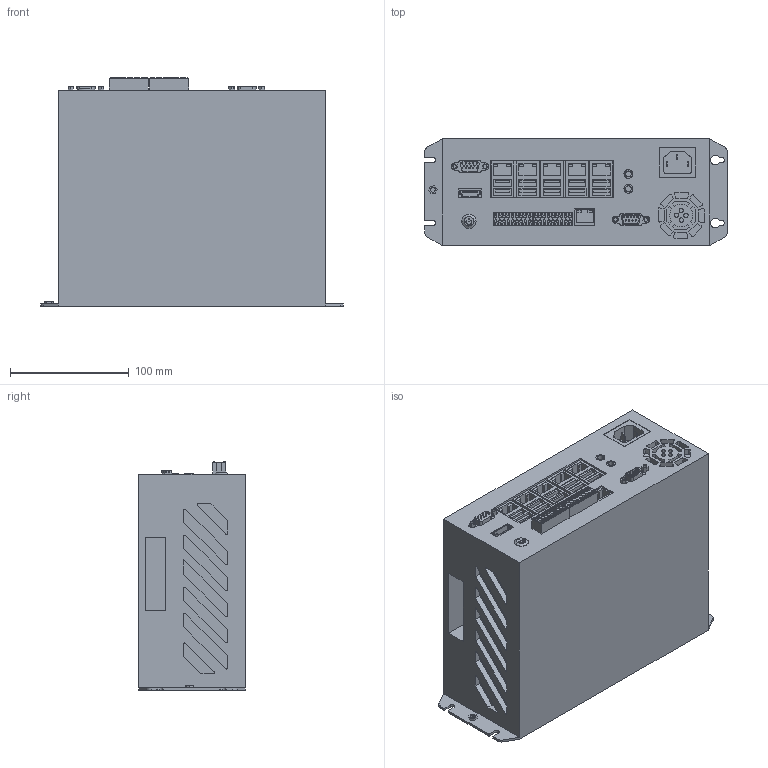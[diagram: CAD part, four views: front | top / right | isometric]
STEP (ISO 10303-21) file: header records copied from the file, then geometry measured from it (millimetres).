
FILE_DESCRIPTION (( 'STEP AP203' ), '1' );
FILE_NAME ('VPLC710-I5-ETH5.STEP', '2023-08-16T08:54:32', ( '' ), ( '' ), 'SwSTEP 2.0', 'SolidWorks 2019', '' );
FILE_SCHEMA (( 'CONFIG_CONTROL_DESIGN' ));
Length unit declared in the file: millimetre
Products named in the file (1): VPLC710-I5-ETH5
Bounding box: 255 x 90 x 192.5 mm (x, y, z)
Volume: 3588590.9 mm3; surface area: 208830.3 mm2
Topology: 1 solids, 1 shells, 1246 faces, 2997 edges, 1996 vertices
Faces by surface type: plane 967, cylinder 277, cone 2
Entity records: 36074 total; most frequent: CARTESIAN_POINT 6240, DIRECTION 6047, ORIENTED_EDGE 5994, EDGE_CURVE 2997, VECTOR 2441, LINE 2441, VERTEX_POINT 1996, AXIS2_PLACEMENT_3D 1803
